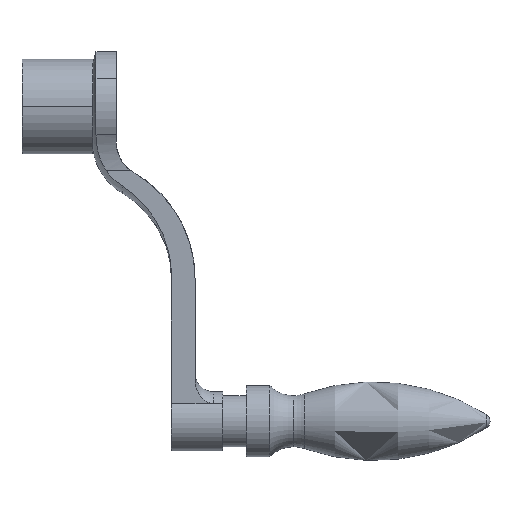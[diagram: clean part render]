
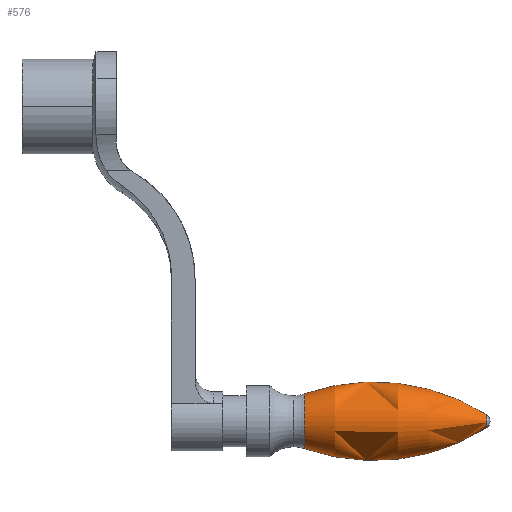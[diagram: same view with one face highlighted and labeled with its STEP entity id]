
A CAD part, left-side view. The second image highlights one B-rep face of the part: STEP entity #576.
In plain terms, the highlighted toroidal (fillet/blend) face has major radius 43.228 mm and minor radius 53.228 mm.
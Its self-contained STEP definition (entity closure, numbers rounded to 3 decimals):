
#330=EDGE_CURVE('',#462,#456,#770,.T.);
#358=VERTEX_POINT('',#799);
#456=VERTEX_POINT('',#906);
#462=VERTEX_POINT('',#912);
#480=EDGE_CURVE('',#632,#462,#933,.T.);
#570=EDGE_CURVE('',#358,#632,#1032,.T.);
#576=ADVANCED_FACE('',(#1038),#1039,.T.);
#606=EDGE_CURVE('',#358,#456,#1073,.T.);
#632=VERTEX_POINT('',#1104);
#770=CIRCLE('',#1362,53.228);
#799=CARTESIAN_POINT('',(0.,-71.842,-86.982));
#906=CARTESIAN_POINT('',(0.,-71.842,-73.018));
#912=CARTESIAN_POINT('',(0.,-118.073,-78.312));
#933=CIRCLE('',#1590,1.688);
#1032=CIRCLE('',#1753,53.228);
#1038=FACE_OUTER_BOUND('',#1760,.T.);
#1039=TOROIDAL_SURFACE('',#1761,-43.228,53.228);
#1073=CIRCLE('',#1802,6.982);
#1104=CARTESIAN_POINT('',(0.,-118.073,-81.688));
#1362=AXIS2_PLACEMENT_3D('',#1989,#1990,#1991);
#1590=AXIS2_PLACEMENT_3D('',#2162,#2163,#2164);
#1753=AXIS2_PLACEMENT_3D('',#2279,#2280,#2281);
#1760=EDGE_LOOP('',(#2286,#2287,#2288,#2289));
#1761=AXIS2_PLACEMENT_3D('',#2290,#2291,#2292);
#1802=AXIS2_PLACEMENT_3D('',#2337,#2338,#2339);
#1989=CARTESIAN_POINT('',(0.,-89.511,-123.228));
#1990=DIRECTION('',(-1.0,-0.0,0.));
#1991=DIRECTION('',(0.,0.0,1.0));
#2162=CARTESIAN_POINT('',(0.,-118.073,-80.0));
#2163=DIRECTION('',(0.0,1.0,0.0));
#2164=DIRECTION('',(0.,0.0,-1.0));
#2279=CARTESIAN_POINT('',(0.,-89.511,-36.772));
#2280=DIRECTION('',(-1.0,-0.0,0.));
#2281=DIRECTION('',(0.,0.0,-1.0));
#2286=ORIENTED_EDGE('',*,*,#330,.T.);
#2287=ORIENTED_EDGE('',*,*,#606,.F.);
#2288=ORIENTED_EDGE('',*,*,#570,.T.);
#2289=ORIENTED_EDGE('',*,*,#480,.T.);
#2290=CARTESIAN_POINT('',(0.,-89.511,-80.0));
#2291=DIRECTION('',(-0.0,1.0,0.0));
#2292=DIRECTION('',(0.,0.0,1.0));
#2337=CARTESIAN_POINT('',(0.,-71.842,-80.0));
#2338=DIRECTION('',(0.0,1.0,0.0));
#2339=DIRECTION('',(0.,0.0,-1.0));
